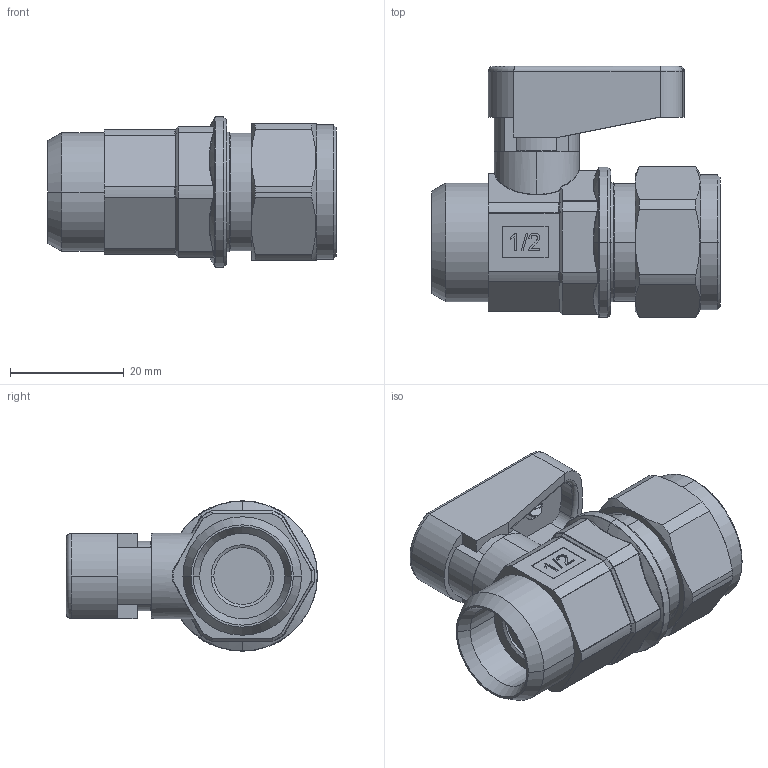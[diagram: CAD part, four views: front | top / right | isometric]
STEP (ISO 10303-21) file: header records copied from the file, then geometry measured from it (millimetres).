
FILE_DESCRIPTION (( 'STEP AP214' ), '1' );
FILE_NAME ('0644000013.step', '2012-10-02T16:33:15', ( '' ), ( '' ), 'SwSTEP 2.0', 'SolidWorks 2012', '' );
FILE_SCHEMA (( 'AUTOMOTIVE_DESIGN' ));
Length unit declared in the file: millimetre
Products named in the file (1): 0644000013
Bounding box: 50.85 x 44.3 x 26.5 mm (x, y, z)
Volume: 25213.4 mm3; surface area: 8444.2 mm2
Topology: 2 solids, 10 shells, 965 faces, 2457 edges, 1546 vertices
Faces by surface type: plane 423, bspline 304, cylinder 129, torus 48, cone 41, sphere 20
Entity records: 41154 total; most frequent: CARTESIAN_POINT 20069, ORIENTED_EDGE 4864, DIRECTION 3501, EDGE_CURVE 2432, VERTEX_POINT 1546, LINE 1319, VECTOR 1319, AXIS2_PLACEMENT_3D 1091
